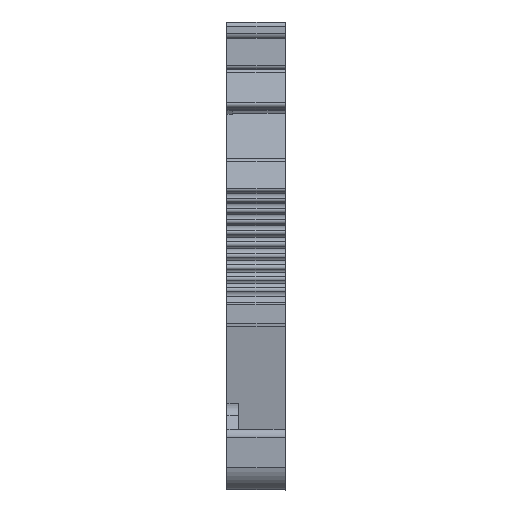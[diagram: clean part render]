
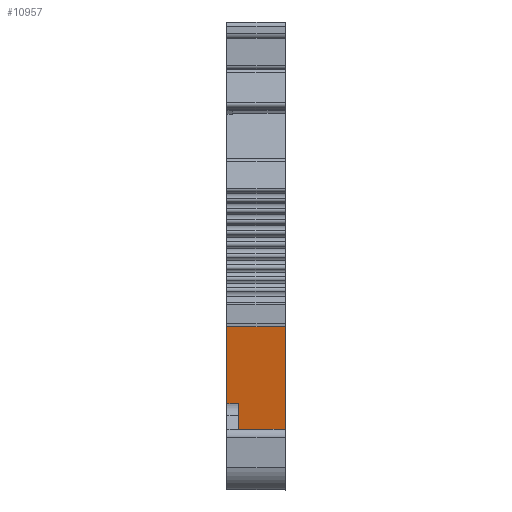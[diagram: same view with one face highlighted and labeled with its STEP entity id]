
A CAD part, left-side view. The second image highlights one B-rep face of the part: STEP entity #10957.
In plain terms, the highlighted planar face has unit normal (-0.986, 0, -0.168).
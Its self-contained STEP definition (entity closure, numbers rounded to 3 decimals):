
#2255=ORIENTED_EDGE('',*,*,#3635,.F.);
#2256=ORIENTED_EDGE('',*,*,#3550,.T.);
#2257=ORIENTED_EDGE('',*,*,#4029,.T.);
#2258=ORIENTED_EDGE('',*,*,#4031,.T.);
#2259=ORIENTED_EDGE('',*,*,#4032,.F.);
#2260=ORIENTED_EDGE('',*,*,#3260,.F.);
#3260=EDGE_CURVE('',#4462,#4463,#5186,.T.);
#3550=EDGE_CURVE('',#4707,#4706,#5355,.T.);
#3635=EDGE_CURVE('',#4707,#4462,#5423,.T.);
#4029=EDGE_CURVE('',#4706,#4946,#5719,.T.);
#4031=EDGE_CURVE('',#4946,#4947,#5720,.T.);
#4032=EDGE_CURVE('',#4463,#4947,#5721,.T.);
#4462=VERTEX_POINT('',#14646);
#4463=VERTEX_POINT('',#14648);
#4706=VERTEX_POINT('',#15410);
#4707=VERTEX_POINT('',#15412);
#4946=VERTEX_POINT('',#16371);
#4947=VERTEX_POINT('',#16375);
#5186=LINE('',#14647,#5976);
#5355=LINE('',#15411,#6145);
#5423=LINE('',#15574,#6213);
#5719=LINE('',#16370,#6509);
#5720=LINE('',#16374,#6510);
#5721=LINE('',#16376,#6511);
#5976=VECTOR('',#12216,1000.);
#6145=VECTOR('',#12689,1000.);
#6213=VECTOR('',#12847,1000.);
#6509=VECTOR('',#13717,1000.);
#6510=VECTOR('',#13722,1000.);
#6511=VECTOR('',#13723,1000.);
#6965=EDGE_LOOP('',(#2255,#2256,#2257,#2258,#2259,#2260));
#7399=FACE_BOUND('',#6965,.T.);
#7699=PLANE('',#11680);
#10957=ADVANCED_FACE('',(#7399),#7699,.F.);
#11680=AXIS2_PLACEMENT_3D('',#16373,#13720,#13721);
#12216=DIRECTION('',(-0.168,0.,0.986));
#12689=DIRECTION('',(0.168,0.,-0.986));
#12847=DIRECTION('',(0.,1.,0.));
#13717=DIRECTION('',(0.,-1.,0.));
#13720=DIRECTION('',(0.986,0.,0.168));
#13721=DIRECTION('',(0.168,0.,-0.986));
#13722=DIRECTION('',(-0.168,0.,0.986));
#13723=DIRECTION('',(0.,-1.,0.));
#14646=CARTESIAN_POINT('',(-20.752,2.85,-10.32));
#14647=CARTESIAN_POINT('',(-21.861,2.85,-3.809));
#14648=CARTESIAN_POINT('',(-21.875,2.85,-3.73));
#15410=CARTESIAN_POINT('',(-19.947,1.85,-15.045));
#15411=CARTESIAN_POINT('',(-20.752,1.85,-10.32));
#15412=CARTESIAN_POINT('',(-20.752,1.85,-10.32));
#15574=CARTESIAN_POINT('',(-20.752,1.85,-10.32));
#16370=CARTESIAN_POINT('',(-19.947,7.945,-15.045));
#16371=CARTESIAN_POINT('',(-19.947,-2.15,-15.045));
#16373=CARTESIAN_POINT('',(-21.875,7.945,-3.73));
#16374=CARTESIAN_POINT('',(-21.875,-2.15,-3.73));
#16375=CARTESIAN_POINT('',(-21.875,-2.15,-3.73));
#16376=CARTESIAN_POINT('',(-21.875,7.945,-3.73));
